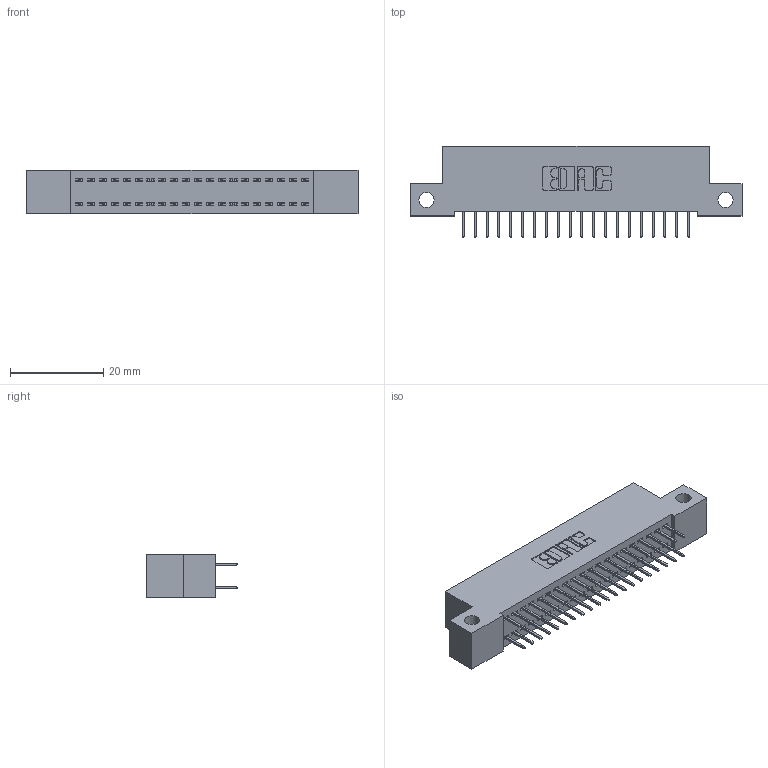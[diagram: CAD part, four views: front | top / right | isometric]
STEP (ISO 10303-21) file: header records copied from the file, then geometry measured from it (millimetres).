
FILE_DESCRIPTION (( 'STEP AP203' ), '1' );
FILE_NAME ('342-040-524-212.STEP', '2018-08-12T00:20:01', ( '' ), ( '' ), 'SwSTEP 2.0', 'SolidWorks 2016', '' );
FILE_SCHEMA (( 'CONFIG_CONTROL_DESIGN' ));
Length unit declared in the file: inch
Products named in the file (3): 342 Part_Side Mount; 345-292-001_345-293-124; 342-040-524-212
Assembly tree (41 placements, depth 2):
  342-040-524-212
    342 Part_Side Mount
    345-292-001_345-293-124  x40
Bounding box: 71.12 x 19.69 x 9.4 mm (x, y, z)
Volume: 6151.5 mm3; surface area: 9153.8 mm2
Topology: 41 solids, 41 shells, 2350 faces, 6659 edges, 4278 vertices
Faces by surface type: plane 1746, cylinder 604
Entity records: 15657 total; most frequent: CARTESIAN_POINT 2618, ORIENTED_EDGE 2554, DIRECTION 2277, EDGE_CURVE 1277, LINE 1153, VECTOR 1153, VERTEX_POINT 846, AXIS2_PLACEMENT_3D 562
